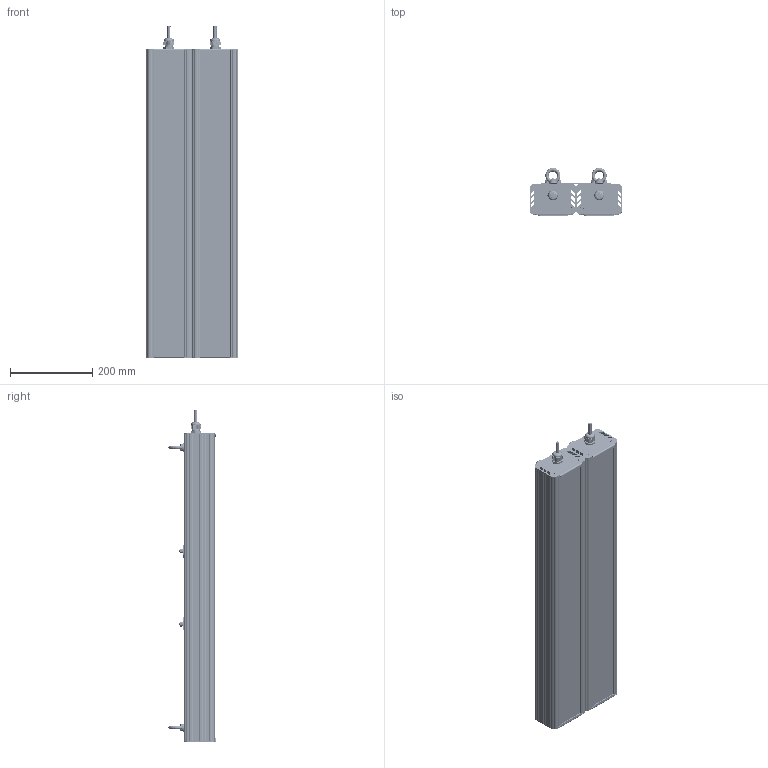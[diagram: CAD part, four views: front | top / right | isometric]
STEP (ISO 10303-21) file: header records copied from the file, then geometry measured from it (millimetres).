
FILE_DESCRIPTION(('STEP AP214'), '1');
FILE_NAME('001.0070.26.000 ÃÑÏ-Ïðèìà-200', '2023-09-25T06:29:24', ('Ëóêîíèí Å Ï'), ('ÎÊÁ Ñâîé Ñòèëü'), 'C3D Converter', 'C3D Toolkit', '');
FILE_SCHEMA(('AUTOMOTIVE_DESIGN { 1 0 10303 214 3 1 1}'));
Length unit declared in the file: millimetre
Products named in the file (32): 001.0070.26.000; 001.0065.02.000
Assembly tree (83 placements, depth 4):
  001.0070.26.000
    (unnamed)  x2
      (unnamed)
      (unnamed)
      (unnamed)
      (unnamed)
      (unnamed)
      (unnamed)
      (unnamed)
      (unnamed)
      (unnamed)
        (unnamed)  x3
        (unnamed)  x13
        (unnamed)
        (unnamed)
        (unnamed)
        (unnamed)
        (unnamed)
        (unnamed)
        (unnamed)
      (unnamed)
        (unnamed)
    001.0065.02.000  x4
      (unnamed)
      (unnamed)
    (unnamed)  x4
    (unnamed)  x4
    (unnamed)  x4
    (unnamed)  x4
    (unnamed)  x4
    (unnamed)  x4
    (unnamed)  x2
Bounding box: 224.38 x 115.42 x 806 mm (x, y, z)
Volume: 2823857.2 mm3; surface area: 2397056.8 mm2
Topology: 746 solids, 746 shells, 8592 faces, 20830 edges, 14018 vertices
Faces by surface type: plane 5694, cylinder 2466, cone 248, bspline 90, sphere 60, torus 34
Full cylindrical faces by diameter (mm): 1 x60, 2 x40, 2.5 x80, 2.8 x500, 3.2 x60, 3.5 x100, 4 x16, 4.917 x8, 6 x12, 6.6 x8, 8 x16, 11 x8, 12 x2, 12.5 x2, 16 x2, 18.5 x6, 20 x2, 23.5 x2
Entity records: 106108 total; most frequent: CARTESIAN_POINT 46850, DIRECTION 8846, ORIENTED_EDGE 8692, EDGE_CURVE 4346, AXIS2_PLACEMENT_3D 3159, VERTEX_POINT 2992, LINE 2528, VECTOR 2528
